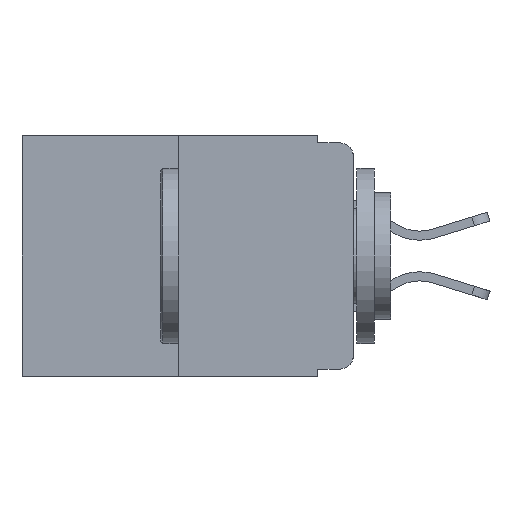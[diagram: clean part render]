
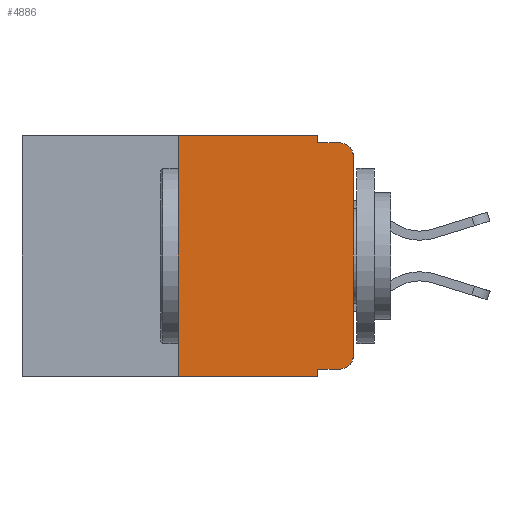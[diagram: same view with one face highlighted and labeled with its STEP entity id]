
A CAD part, left-side view. The second image highlights one B-rep face of the part: STEP entity #4886.
In plain terms, the highlighted planar face has unit normal (-1, 0, 0).
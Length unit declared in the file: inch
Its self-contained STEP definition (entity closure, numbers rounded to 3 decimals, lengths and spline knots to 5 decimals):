
#19 = LINE ( 'NONE', #10525, #8682 ) ;
#382 = CARTESIAN_POINT ( 'NONE',  ( 0., 0.473, 0. ) ) ;
#460 = CARTESIAN_POINT ( 'NONE',  ( 0., 0.25, -0.343 ) ) ;
#502 = DIRECTION ( 'NONE',  ( 1., 0., 0. ) ) ;
#567 = LINE ( 'NONE', #9765, #6295 ) ;
#629 = VECTOR ( 'NONE', #6998, 39.37008 ) ;
#728 = DIRECTION ( 'NONE',  ( 0., 0., 1. ) ) ;
#756 = CARTESIAN_POINT ( 'NONE',  ( 0., 0.051, -0.343 ) ) ;
#1350 = DIRECTION ( 'NONE',  ( 0., -1., 0. ) ) ;
#1495 = CARTESIAN_POINT ( 'NONE',  ( 0., 0.051, -0.333 ) ) ;
#1719 = VECTOR ( 'NONE', #1350, 39.37008 ) ;
#1787 = ORIENTED_EDGE ( 'NONE', *, *, #8655, .F. ) ;
#1843 = EDGE_CURVE ( 'NONE', #1960, #16887, #19, .T. ) ;
#1875 = ORIENTED_EDGE ( 'NONE', *, *, #4967, .T. ) ;
#1960 = VERTEX_POINT ( 'NONE', #460 ) ;
#2537 = ORIENTED_EDGE ( 'NONE', *, *, #1843, .T. ) ;
#2665 = CARTESIAN_POINT ( 'NONE',  ( 0., 0.25, 0. ) ) ;
#2835 = EDGE_CURVE ( 'NONE', #13784, #10742, #11128, .T. ) ;
#2840 = EDGE_CURVE ( 'NONE', #1960, #14332, #14400, .T. ) ;
#3464 = DIRECTION ( 'NONE',  ( -1., 0., 0. ) ) ;
#3588 = VERTEX_POINT ( 'NONE', #16623 ) ;
#3707 = DIRECTION ( 'NONE',  ( 0., 0., -1. ) ) ;
#3876 = VECTOR ( 'NONE', #13169, 39.37008 ) ;
#3879 = DIRECTION ( 'NONE',  ( 0., 0., -1. ) ) ;
#3942 = CARTESIAN_POINT ( 'NONE',  ( 0., 0.02, -0.313 ) ) ;
#4004 = CARTESIAN_POINT ( 'NONE',  ( 0., 0.051, -0.01 ) ) ;
#4177 = VERTEX_POINT ( 'NONE', #13528 ) ;
#4389 = EDGE_LOOP ( 'NONE', ( #1875, #10015, #1787, #9068, #12779, #4654, #2537, #9553, #6386, #12188 ) ) ;
#4654 = ORIENTED_EDGE ( 'NONE', *, *, #2840, .F. ) ;
#4859 = FACE_OUTER_BOUND ( 'NONE', #4389, .T. ) ;
#4886 = ADVANCED_FACE ( 'NONE', ( #4859 ), #8372, .F. ) ;
#4967 = EDGE_CURVE ( 'NONE', #10742, #11770, #567, .T. ) ;
#5029 = DIRECTION ( 'NONE',  ( -1., 0., 0. ) ) ;
#5063 = CARTESIAN_POINT ( 'NONE',  ( 0., 0.473, 0. ) ) ;
#5284 = AXIS2_PLACEMENT_3D ( 'NONE', #3942, #5029, #3879 ) ;
#5540 = DIRECTION ( 'NONE',  ( 0., 0., -1. ) ) ;
#5716 = CIRCLE ( 'NONE', #13964, 0.02 ) ;
#6102 = CARTESIAN_POINT ( 'NONE',  ( 0., 0.02, -0.03 ) ) ;
#6154 = EDGE_CURVE ( 'NONE', #3588, #14431, #13382, .T. ) ;
#6295 = VECTOR ( 'NONE', #728, 39.37008 ) ;
#6354 = CARTESIAN_POINT ( 'NONE',  ( 0., 0.051, 0. ) ) ;
#6386 = ORIENTED_EDGE ( 'NONE', *, *, #9129, .T. ) ;
#6545 = CARTESIAN_POINT ( 'NONE',  ( 0., 0.051, -0.01 ) ) ;
#6658 = LINE ( 'NONE', #6354, #9787 ) ;
#6663 = VECTOR ( 'NONE', #12610, 39.37008 ) ;
#6998 = DIRECTION ( 'NONE',  ( 0., 0., -1. ) ) ;
#7859 = CARTESIAN_POINT ( 'NONE',  ( 0., 0.25, 0. ) ) ;
#7911 = LINE ( 'NONE', #8800, #6663 ) ;
#7983 = DIRECTION ( 'NONE',  ( 0., -1., 0. ) ) ;
#8372 = PLANE ( 'NONE',  #14394 ) ;
#8655 = EDGE_CURVE ( 'NONE', #14431, #4177, #16215, .T. ) ;
#8682 = VECTOR ( 'NONE', #9265, 39.37008 ) ;
#8719 = DIRECTION ( 'NONE',  ( 0., 0., -1. ) ) ;
#8800 = CARTESIAN_POINT ( 'NONE',  ( 0., 0.051, -0.333 ) ) ;
#9068 = ORIENTED_EDGE ( 'NONE', *, *, #6154, .F. ) ;
#9129 = EDGE_CURVE ( 'NONE', #11459, #13784, #7911, .T. ) ;
#9265 = DIRECTION ( 'NONE',  ( 0., -1., 0. ) ) ;
#9553 = ORIENTED_EDGE ( 'NONE', *, *, #11971, .F. ) ;
#9673 = CARTESIAN_POINT ( 'NONE',  ( 0., 0.02, -0.333 ) ) ;
#9765 = CARTESIAN_POINT ( 'NONE',  ( 0., 0., 0. ) ) ;
#9787 = VECTOR ( 'NONE', #3707, 39.37008 ) ;
#9890 = EDGE_CURVE ( 'NONE', #14332, #3588, #14084, .T. ) ;
#10015 = ORIENTED_EDGE ( 'NONE', *, *, #15426, .T. ) ;
#10525 = CARTESIAN_POINT ( 'NONE',  ( 0., 0.473, -0.343 ) ) ;
#10742 = VERTEX_POINT ( 'NONE', #11723 ) ;
#11128 = CIRCLE ( 'NONE', #5284, 0.02 ) ;
#11459 = VERTEX_POINT ( 'NONE', #1495 ) ;
#11723 = CARTESIAN_POINT ( 'NONE',  ( 0., 0., -0.313 ) ) ;
#11770 = VERTEX_POINT ( 'NONE', #13988 ) ;
#11971 = EDGE_CURVE ( 'NONE', #11459, #16887, #6658, .T. ) ;
#12188 = ORIENTED_EDGE ( 'NONE', *, *, #2835, .T. ) ;
#12610 = DIRECTION ( 'NONE',  ( 0., -1., 0. ) ) ;
#12779 = ORIENTED_EDGE ( 'NONE', *, *, #9890, .F. ) ;
#13169 = DIRECTION ( 'NONE',  ( 0., 0., 1. ) ) ;
#13382 = LINE ( 'NONE', #15036, #629 ) ;
#13528 = CARTESIAN_POINT ( 'NONE',  ( 0., 0.02, -0.01 ) ) ;
#13784 = VERTEX_POINT ( 'NONE', #9673 ) ;
#13964 = AXIS2_PLACEMENT_3D ( 'NONE', #6102, #3464, #8719 ) ;
#13988 = CARTESIAN_POINT ( 'NONE',  ( 0., 0., -0.03 ) ) ;
#14084 = LINE ( 'NONE', #5063, #1719 ) ;
#14332 = VERTEX_POINT ( 'NONE', #2665 ) ;
#14394 = AXIS2_PLACEMENT_3D ( 'NONE', #382, #502, #5540 ) ;
#14400 = LINE ( 'NONE', #7859, #3876 ) ;
#14431 = VERTEX_POINT ( 'NONE', #6545 ) ;
#14755 = VECTOR ( 'NONE', #7983, 39.37008 ) ;
#15036 = CARTESIAN_POINT ( 'NONE',  ( 0., 0.051, 0. ) ) ;
#15426 = EDGE_CURVE ( 'NONE', #11770, #4177, #5716, .T. ) ;
#16215 = LINE ( 'NONE', #4004, #14755 ) ;
#16623 = CARTESIAN_POINT ( 'NONE',  ( 0., 0.051, 0. ) ) ;
#16887 = VERTEX_POINT ( 'NONE', #756 ) ;
